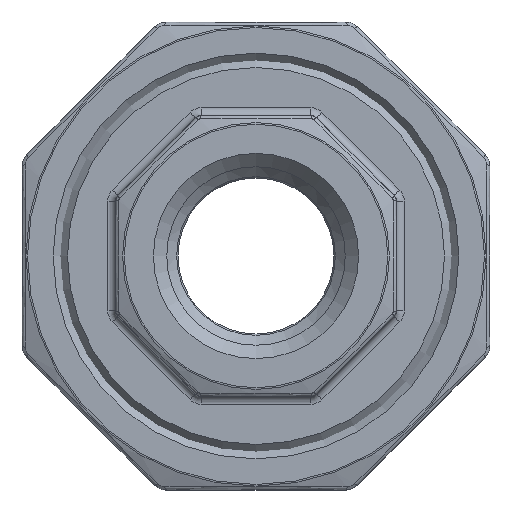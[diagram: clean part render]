
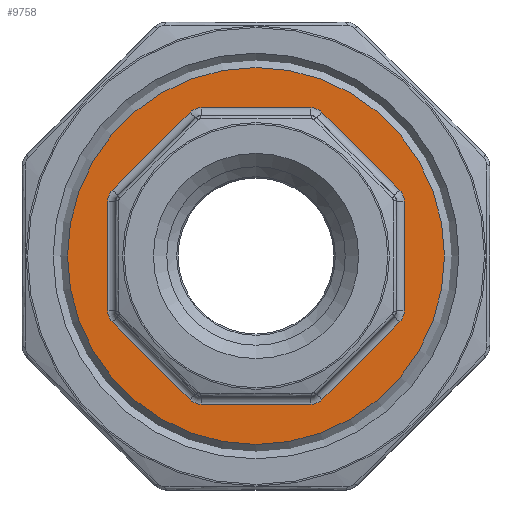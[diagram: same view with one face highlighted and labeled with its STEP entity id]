
A CAD part, left-side view. The second image highlights one B-rep face of the part: STEP entity #9758.
In plain terms, the highlighted planar face has unit normal (-1, 0, 0).
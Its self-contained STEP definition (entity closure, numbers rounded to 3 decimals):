
#212 = CARTESIAN_POINT ( 'NONE',  ( -8., -3.521, 9.5 ) ) ;
#298 = VERTEX_POINT ( 'NONE', #11257 ) ;
#404 = DIRECTION ( 'NONE',  ( 0., -1., 0. ) ) ;
#491 = PLANE ( 'NONE',  #12322 ) ;
#565 = CARTESIAN_POINT ( 'NONE',  ( -8., 12.08, 9.5 ) ) ;
#940 = AXIS2_PLACEMENT_3D ( 'NONE', #1471, #4275, #12235 ) ;
#956 = EDGE_CURVE ( 'NONE', #2205, #4637, #16298, .T. ) ;
#1005 = LINE ( 'NONE', #4805, #3970 ) ;
#1066 = CARTESIAN_POINT ( 'NONE',  ( -8., -0.678, -12.758 ) ) ;
#1076 = AXIS2_PLACEMENT_3D ( 'NONE', #15893, #16069, #11702 ) ;
#1210 = VERTEX_POINT ( 'NONE', #7563 ) ;
#1224 = ORIENTED_EDGE ( 'NONE', *, *, #3673, .T. ) ;
#1240 = DIRECTION ( 'NONE',  ( 0., -1., 0. ) ) ;
#1349 = CIRCLE ( 'NONE', #16972, 1. ) ;
#1471 = CARTESIAN_POINT ( 'NONE',  ( -8., -3.521, -8.5 ) ) ;
#1650 = CIRCLE ( 'NONE', #1076, 1. ) ;
#1663 = DIRECTION ( 'NONE',  ( 0., -1., 0. ) ) ;
#1701 = EDGE_CURVE ( 'NONE', #4076, #8991, #8078, .T. ) ;
#2123 = LINE ( 'NONE', #8980, #10605 ) ;
#2205 = VERTEX_POINT ( 'NONE', #12292 ) ;
#2336 = EDGE_CURVE ( 'NONE', #3719, #9407, #13678, .T. ) ;
#2561 = CARTESIAN_POINT ( 'NONE',  ( -8., -9.5, -3.521 ) ) ;
#2704 = CARTESIAN_POINT ( 'NONE',  ( -8., -8.5, 3.521 ) ) ;
#3027 = AXIS2_PLACEMENT_3D ( 'NONE', #10191, #14375, #10270 ) ;
#3197 = ORIENTED_EDGE ( 'NONE', *, *, #13998, .T. ) ;
#3520 = AXIS2_PLACEMENT_3D ( 'NONE', #13667, #9102, #1240 ) ;
#3531 = VERTEX_POINT ( 'NONE', #12056 ) ;
#3592 = LINE ( 'NONE', #1066, #6675 ) ;
#3673 = EDGE_CURVE ( 'NONE', #6658, #13469, #17720, .T. ) ;
#3692 = AXIS2_PLACEMENT_3D ( 'NONE', #10033, #14235, #11218 ) ;
#3694 = ORIENTED_EDGE ( 'NONE', *, *, #17043, .T. ) ;
#3719 = VERTEX_POINT ( 'NONE', #8856 ) ;
#3970 = VECTOR ( 'NONE', #9246, 1000. ) ;
#3974 = DIRECTION ( 'NONE',  ( 1., 0., 0. ) ) ;
#4076 = VERTEX_POINT ( 'NONE', #6312 ) ;
#4191 = EDGE_CURVE ( 'NONE', #9407, #16043, #12991, .T. ) ;
#4275 = DIRECTION ( 'NONE',  ( 1., 0., 0. ) ) ;
#4513 = CIRCLE ( 'NONE', #3692, 1. ) ;
#4635 = CARTESIAN_POINT ( 'NONE',  ( -8., -9.207, -4.228 ) ) ;
#4637 = VERTEX_POINT ( 'NONE', #9766 ) ;
#4805 = CARTESIAN_POINT ( 'NONE',  ( -8., 9.5, 0. ) ) ;
#4874 = AXIS2_PLACEMENT_3D ( 'NONE', #12532, #11347, #15524 ) ;
#4916 = DIRECTION ( 'NONE',  ( 0., 1., 0. ) ) ;
#5469 = ORIENTED_EDGE ( 'NONE', *, *, #14075, .T. ) ;
#5552 = CARTESIAN_POINT ( 'NONE',  ( -8., -9.5, 0. ) ) ;
#5568 = VERTEX_POINT ( 'NONE', #11087 ) ;
#5650 = VECTOR ( 'NONE', #16892, 1000. ) ;
#5928 = FACE_OUTER_BOUND ( 'NONE', #17029, .T. ) ;
#6312 = CARTESIAN_POINT ( 'NONE',  ( -8., -9.5, 3.521 ) ) ;
#6456 = VERTEX_POINT ( 'NONE', #10102 ) ;
#6500 = CARTESIAN_POINT ( 'NONE',  ( -8., 3.521, -9.5 ) ) ;
#6514 = EDGE_LOOP ( 'NONE', ( #13249, #12494, #16114, #9624, #7646, #3694, #17304, #13898, #8387, #10412, #9339, #1224, #3197, #5469, #10528, #12915 ) ) ;
#6658 = VERTEX_POINT ( 'NONE', #9634 ) ;
#6675 = VECTOR ( 'NONE', #16202, 1000. ) ;
#7036 = DIRECTION ( 'NONE',  ( -1., 0., 0. ) ) ;
#7211 = DIRECTION ( 'NONE',  ( 0., -1., 0. ) ) ;
#7241 = DIRECTION ( 'NONE',  ( 0., -0.707, 0.707 ) ) ;
#7393 = DIRECTION ( 'NONE',  ( 1., 0., 0. ) ) ;
#7450 = LINE ( 'NONE', #10063, #16481 ) ;
#7563 = CARTESIAN_POINT ( 'NONE',  ( -8., 9.207, 4.228 ) ) ;
#7646 = ORIENTED_EDGE ( 'NONE', *, *, #4191, .T. ) ;
#8078 = LINE ( 'NONE', #5552, #11891 ) ;
#8387 = ORIENTED_EDGE ( 'NONE', *, *, #1701, .T. ) ;
#8748 = EDGE_CURVE ( 'NONE', #5568, #5568, #15469, .T. ) ;
#8786 = DIRECTION ( 'NONE',  ( 1., 0., 0. ) ) ;
#8856 = CARTESIAN_POINT ( 'NONE',  ( -8., 4.228, 9.207 ) ) ;
#8980 = CARTESIAN_POINT ( 'NONE',  ( -8., 12.08, -9.5 ) ) ;
#8991 = VERTEX_POINT ( 'NONE', #2561 ) ;
#9102 = DIRECTION ( 'NONE',  ( 1., 0., 0. ) ) ;
#9167 = AXIS2_PLACEMENT_3D ( 'NONE', #2704, #3974, #13685 ) ;
#9246 = DIRECTION ( 'NONE',  ( 0., 0., 1. ) ) ;
#9339 = ORIENTED_EDGE ( 'NONE', *, *, #16844, .T. ) ;
#9407 = VERTEX_POINT ( 'NONE', #15593 ) ;
#9440 = DIRECTION ( 'NONE',  ( 0., 0., -1. ) ) ;
#9624 = ORIENTED_EDGE ( 'NONE', *, *, #2336, .T. ) ;
#9634 = CARTESIAN_POINT ( 'NONE',  ( -8., -4.228, -9.207 ) ) ;
#9758 = ADVANCED_FACE ( 'NONE', ( #16901, #5928 ), #491, .T. ) ;
#9766 = CARTESIAN_POINT ( 'NONE',  ( -8., 9.207, -4.228 ) ) ;
#10033 = CARTESIAN_POINT ( 'NONE',  ( -8., 8.5, 3.521 ) ) ;
#10063 = CARTESIAN_POINT ( 'NONE',  ( -8., -0.678, 12.758 ) ) ;
#10102 = CARTESIAN_POINT ( 'NONE',  ( -8., -9.207, 4.228 ) ) ;
#10191 = CARTESIAN_POINT ( 'NONE',  ( -8., 0., 0. ) ) ;
#10240 = DIRECTION ( 'NONE',  ( 0., -0.707, -0.707 ) ) ;
#10270 = DIRECTION ( 'NONE',  ( 0., 1., 0. ) ) ;
#10412 = ORIENTED_EDGE ( 'NONE', *, *, #12780, .T. ) ;
#10528 = ORIENTED_EDGE ( 'NONE', *, *, #956, .T. ) ;
#10605 = VECTOR ( 'NONE', #4916, 1000. ) ;
#11087 = CARTESIAN_POINT ( 'NONE',  ( -8., 12.08, 0. ) ) ;
#11218 = DIRECTION ( 'NONE',  ( 0., -1., 0. ) ) ;
#11257 = CARTESIAN_POINT ( 'NONE',  ( -8., 9.5, 3.521 ) ) ;
#11347 = DIRECTION ( 'NONE',  ( 1., 0., 0. ) ) ;
#11577 = AXIS2_PLACEMENT_3D ( 'NONE', #16910, #7393, #404 ) ;
#11654 = CARTESIAN_POINT ( 'NONE',  ( -8., -4.228, 9.207 ) ) ;
#11702 = DIRECTION ( 'NONE',  ( 0., -1., 0. ) ) ;
#11891 = VECTOR ( 'NONE', #9440, 1000. ) ;
#12056 = CARTESIAN_POINT ( 'NONE',  ( -8., 9.5, -3.521 ) ) ;
#12107 = CARTESIAN_POINT ( 'NONE',  ( -8., 12.758, -0.678 ) ) ;
#12138 = VECTOR ( 'NONE', #17372, 1000. ) ;
#12198 = VERTEX_POINT ( 'NONE', #4635 ) ;
#12235 = DIRECTION ( 'NONE',  ( 0., -1., 0. ) ) ;
#12292 = CARTESIAN_POINT ( 'NONE',  ( -8., 4.228, -9.207 ) ) ;
#12322 = AXIS2_PLACEMENT_3D ( 'NONE', #15644, #7036, #7211 ) ;
#12494 = ORIENTED_EDGE ( 'NONE', *, *, #13765, .T. ) ;
#12532 = CARTESIAN_POINT ( 'NONE',  ( -8., 8.5, -3.521 ) ) ;
#12696 = CIRCLE ( 'NONE', #4874, 1. ) ;
#12780 = EDGE_CURVE ( 'NONE', #8991, #12198, #1349, .T. ) ;
#12851 = LINE ( 'NONE', #17109, #14773 ) ;
#12915 = ORIENTED_EDGE ( 'NONE', *, *, #15984, .T. ) ;
#12991 = LINE ( 'NONE', #565, #5650 ) ;
#13249 = ORIENTED_EDGE ( 'NONE', *, *, #14286, .T. ) ;
#13469 = VERTEX_POINT ( 'NONE', #13826 ) ;
#13667 = CARTESIAN_POINT ( 'NONE',  ( -8., 3.521, 8.5 ) ) ;
#13678 = CIRCLE ( 'NONE', #3520, 1. ) ;
#13685 = DIRECTION ( 'NONE',  ( 0., -1., 0. ) ) ;
#13765 = EDGE_CURVE ( 'NONE', #298, #1210, #4513, .T. ) ;
#13826 = CARTESIAN_POINT ( 'NONE',  ( -8., -3.521, -9.5 ) ) ;
#13898 = ORIENTED_EDGE ( 'NONE', *, *, #14693, .T. ) ;
#13998 = EDGE_CURVE ( 'NONE', #13469, #14706, #2123, .T. ) ;
#14075 = EDGE_CURVE ( 'NONE', #14706, #2205, #1650, .T. ) ;
#14235 = DIRECTION ( 'NONE',  ( 1., 0., 0. ) ) ;
#14286 = EDGE_CURVE ( 'NONE', #3531, #298, #1005, .T. ) ;
#14375 = DIRECTION ( 'NONE',  ( 1., 0., 0. ) ) ;
#14693 = EDGE_CURVE ( 'NONE', #6456, #4076, #16998, .T. ) ;
#14706 = VERTEX_POINT ( 'NONE', #6500 ) ;
#14773 = VECTOR ( 'NONE', #7241, 1000. ) ;
#15367 = CIRCLE ( 'NONE', #11577, 1. ) ;
#15441 = CARTESIAN_POINT ( 'NONE',  ( -8., -8.5, -3.521 ) ) ;
#15469 = CIRCLE ( 'NONE', #3027, 12.08 ) ;
#15524 = DIRECTION ( 'NONE',  ( 0., -1., 0. ) ) ;
#15593 = CARTESIAN_POINT ( 'NONE',  ( -8., 3.521, 9.5 ) ) ;
#15644 = CARTESIAN_POINT ( 'NONE',  ( -8., 12.08, 0. ) ) ;
#15893 = CARTESIAN_POINT ( 'NONE',  ( -8., 3.521, -8.5 ) ) ;
#15984 = EDGE_CURVE ( 'NONE', #4637, #3531, #12696, .T. ) ;
#16043 = VERTEX_POINT ( 'NONE', #212 ) ;
#16066 = EDGE_CURVE ( 'NONE', #16650, #6456, #7450, .T. ) ;
#16069 = DIRECTION ( 'NONE',  ( 1., 0., 0. ) ) ;
#16114 = ORIENTED_EDGE ( 'NONE', *, *, #16753, .T. ) ;
#16202 = DIRECTION ( 'NONE',  ( 0., 0.707, -0.707 ) ) ;
#16298 = LINE ( 'NONE', #12107, #12138 ) ;
#16366 = ORIENTED_EDGE ( 'NONE', *, *, #8748, .F. ) ;
#16481 = VECTOR ( 'NONE', #10240, 1000. ) ;
#16650 = VERTEX_POINT ( 'NONE', #11654 ) ;
#16753 = EDGE_CURVE ( 'NONE', #1210, #3719, #12851, .T. ) ;
#16844 = EDGE_CURVE ( 'NONE', #12198, #6658, #3592, .T. ) ;
#16892 = DIRECTION ( 'NONE',  ( 0., -1., 0. ) ) ;
#16901 = FACE_BOUND ( 'NONE', #6514, .T. ) ;
#16910 = CARTESIAN_POINT ( 'NONE',  ( -8., -3.521, 8.5 ) ) ;
#16972 = AXIS2_PLACEMENT_3D ( 'NONE', #15441, #8786, #1663 ) ;
#16998 = CIRCLE ( 'NONE', #9167, 1. ) ;
#17029 = EDGE_LOOP ( 'NONE', ( #16366 ) ) ;
#17043 = EDGE_CURVE ( 'NONE', #16043, #16650, #15367, .T. ) ;
#17109 = CARTESIAN_POINT ( 'NONE',  ( -8., 12.758, 0.678 ) ) ;
#17304 = ORIENTED_EDGE ( 'NONE', *, *, #16066, .T. ) ;
#17372 = DIRECTION ( 'NONE',  ( 0., 0.707, 0.707 ) ) ;
#17720 = CIRCLE ( 'NONE', #940, 1. ) ;
